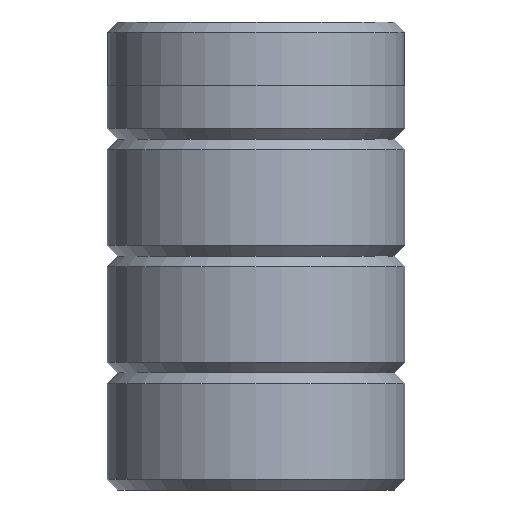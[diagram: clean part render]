
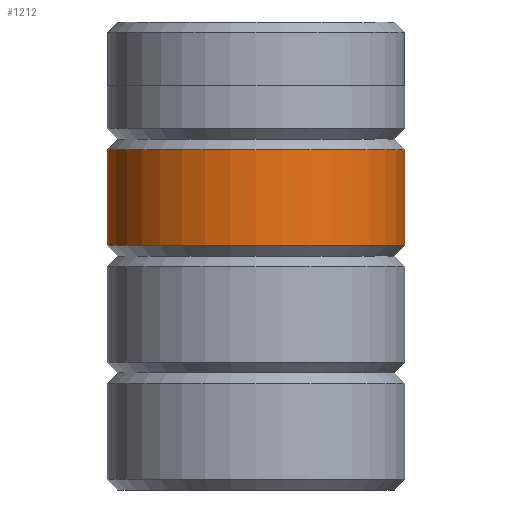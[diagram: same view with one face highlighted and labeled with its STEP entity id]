
A CAD part, front view. The second image highlights one B-rep face of the part: STEP entity #1212.
In plain terms, the highlighted cylindrical face has radius 7 mm (diameter 14 mm), a partial arc.
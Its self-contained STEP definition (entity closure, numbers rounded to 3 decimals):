
#36 = ORIENTED_EDGE ( 'NONE', *, *, #779, .F. ) ;
#52 = AXIS2_PLACEMENT_3D ( 'NONE', #343, #941, #646 ) ;
#64 = EDGE_CURVE ( 'NONE', #887, #589, #1791, .T. ) ;
#85 = DIRECTION ( 'NONE',  ( 0., 0., -1. ) ) ;
#141 = CARTESIAN_POINT ( 'NONE',  ( 7., 0., 22. ) ) ;
#213 = FACE_OUTER_BOUND ( 'NONE', #1072, .T. ) ;
#251 = DIRECTION ( 'NONE',  ( -1., 0., 0. ) ) ;
#316 = EDGE_CURVE ( 'NONE', #887, #1462, #744, .T. ) ;
#330 = AXIS2_PLACEMENT_3D ( 'NONE', #622, #1673, #768 ) ;
#343 = CARTESIAN_POINT ( 'NONE',  ( 0., 0., 22. ) ) ;
#454 = VECTOR ( 'NONE', #85, 1000. ) ;
#589 = VERTEX_POINT ( 'NONE', #862 ) ;
#616 = ORIENTED_EDGE ( 'NONE', *, *, #1025, .T. ) ;
#622 = CARTESIAN_POINT ( 'NONE',  ( 0., 0., 11.5 ) ) ;
#646 = DIRECTION ( 'NONE',  ( -1., 0., 0. ) ) ;
#658 = CARTESIAN_POINT ( 'NONE',  ( 7., 0., 16. ) ) ;
#661 = AXIS2_PLACEMENT_3D ( 'NONE', #1046, #1765, #251 ) ;
#744 = LINE ( 'NONE', #141, #1857 ) ;
#750 = ORIENTED_EDGE ( 'NONE', *, *, #316, .F. ) ;
#768 = DIRECTION ( 'NONE',  ( -1., 0., 0. ) ) ;
#779 = EDGE_CURVE ( 'NONE', #1462, #1821, #830, .T. ) ;
#786 = CARTESIAN_POINT ( 'NONE',  ( -7., 0., 11.5 ) ) ;
#797 = CARTESIAN_POINT ( 'NONE',  ( 7., 0., 11.5 ) ) ;
#830 = CIRCLE ( 'NONE', #330, 7. ) ;
#862 = CARTESIAN_POINT ( 'NONE',  ( -7., 0., 16. ) ) ;
#887 = VERTEX_POINT ( 'NONE', #658 ) ;
#923 = CYLINDRICAL_SURFACE ( 'NONE', #52, 7. ) ;
#941 = DIRECTION ( 'NONE',  ( 0., 0., -1. ) ) ;
#1001 = ORIENTED_EDGE ( 'NONE', *, *, #64, .T. ) ;
#1025 = EDGE_CURVE ( 'NONE', #589, #1821, #1274, .T. ) ;
#1046 = CARTESIAN_POINT ( 'NONE',  ( 0., 0., 16. ) ) ;
#1072 = EDGE_LOOP ( 'NONE', ( #750, #1001, #616, #36 ) ) ;
#1142 = CARTESIAN_POINT ( 'NONE',  ( -7., 0., 22. ) ) ;
#1212 = ADVANCED_FACE ( 'NONE', ( #213 ), #923, .T. ) ;
#1274 = LINE ( 'NONE', #1142, #454 ) ;
#1462 = VERTEX_POINT ( 'NONE', #797 ) ;
#1673 = DIRECTION ( 'NONE',  ( 0., 0., -1. ) ) ;
#1765 = DIRECTION ( 'NONE',  ( 0., 0., -1. ) ) ;
#1791 = CIRCLE ( 'NONE', #661, 7. ) ;
#1821 = VERTEX_POINT ( 'NONE', #786 ) ;
#1857 = VECTOR ( 'NONE', #1962, 1000. ) ;
#1962 = DIRECTION ( 'NONE',  ( 0., 0., -1. ) ) ;
